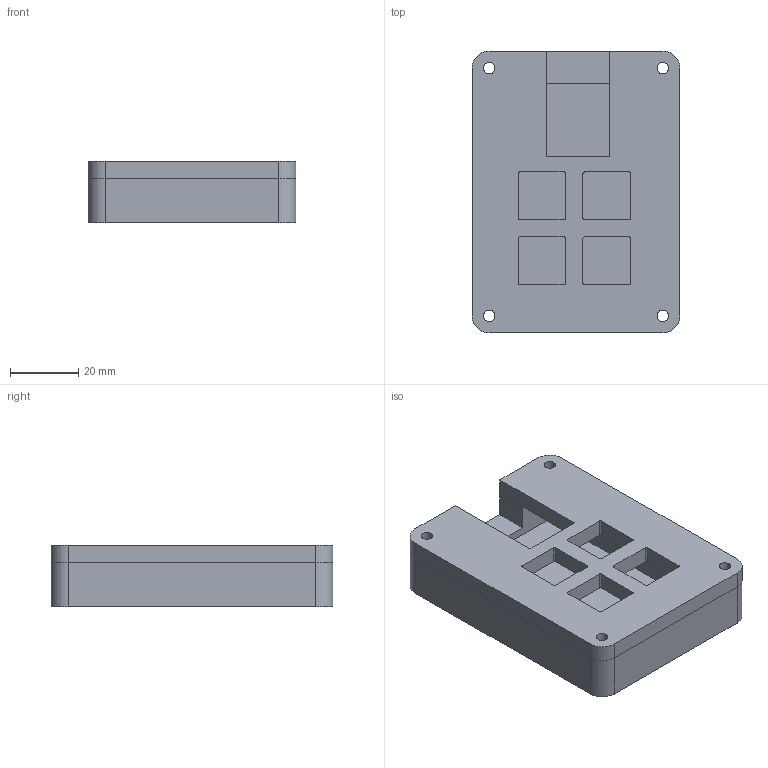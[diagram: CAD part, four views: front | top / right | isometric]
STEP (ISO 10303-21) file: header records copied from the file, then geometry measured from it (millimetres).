
FILE_DESCRIPTION(/* description */ (''),/* implementation_level */ '2;1');
FILE_NAME(/* name */ 'Hackpad.step',/* time_stamp */ '2025-06-21T21:42:06-05:00',/* author */ (''),/* organization */ (''),/* preprocessor_version */ 'ST-DEVELOPER v20.1',/* originating_system */ 'Autodesk Translation Framework v14.10.0.0',/* authorisation */ '');
FILE_SCHEMA (('AUTOMOTIVE_DESIGN { 1 0 10303 214 3 1 1 }'));
Length unit declared in the file: millimetre
Products named in the file (3): 2025-05-25-15-28-31-836; 2025-05-25-15-30-06-242; 2025-05-29-17-24-51-207
Assembly tree (1 placements, depth 2):
  2025-05-25-15-28-31-836
    2025-05-29-17-24-51-207
  2025-05-25-15-30-06-242
Bounding box: 61 x 82.7 x 18 mm (x, y, z)
Volume: 54603.6 mm3; surface area: 26574.9 mm2
Topology: 2 solids, 2 shells, 575 faces, 1596 edges, 1064 vertices
Faces by surface type: bspline 352, plane 187, cylinder 36
Full cylindrical faces by diameter (mm): 3.4 x8, 6.6 x4
Entity records: 21715 total; most frequent: CARTESIAN_POINT 9224, ORIENTED_EDGE 3192, EDGE_CURVE 1596, DIRECTION 1420, VERTEX_POINT 1064, LINE 820, VECTOR 820, B_SPLINE_CURVE_WITH_KNOTS 704
